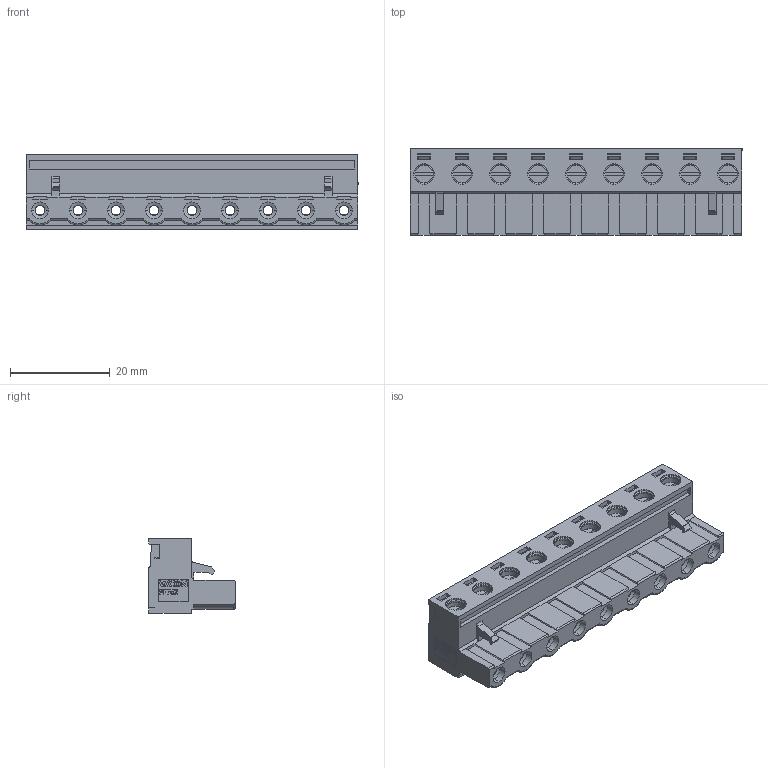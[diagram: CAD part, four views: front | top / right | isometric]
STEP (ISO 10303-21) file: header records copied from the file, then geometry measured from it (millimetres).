
FILE_DESCRIPTION( ('This file contains a STEP AP42 implementation' ,'as created by ZW3D STEP Interface translator.') ,'2;1' );
FILE_NAME( 'PF762-C09ASMN1.stp' ,'231129.111236', (''), ('ZWCAD Software Co.'), 'Version 1.0', 'ZW3D to STEP translator', '' );
FILE_SCHEMA(('AUTOMOTIVE_DESIGN { 1 0 10303 214 1 1 1 1 }'));
Length unit declared in the file: millimetre
Products named in the file (2): 0; PF762-C09ASMN1
Bounding box: 66.58 x 17.3 x 15 mm (x, y, z)
Volume: 150.5 mm3; surface area: 14855 mm2
Topology: 9 solids, 10 shells, 1486 faces, 4141 edges, 2620 vertices
Faces by surface type: plane 1102, cylinder 221, cone 71, torus 54, bspline 20, sphere 18
Full cylindrical faces by diameter (mm): 0.562 x1, 1.2 x1, 2 x4, 3.1 x7
Entity records: 49392 total; most frequent: CARTESIAN_POINT 9544, ORIENTED_EDGE 8201, DIRECTION 7575, EDGE_CURVE 4105, VECTOR 3345, LINE 3345, VERTEX_POINT 2620, AXIS2_PLACEMENT_3D 2115
